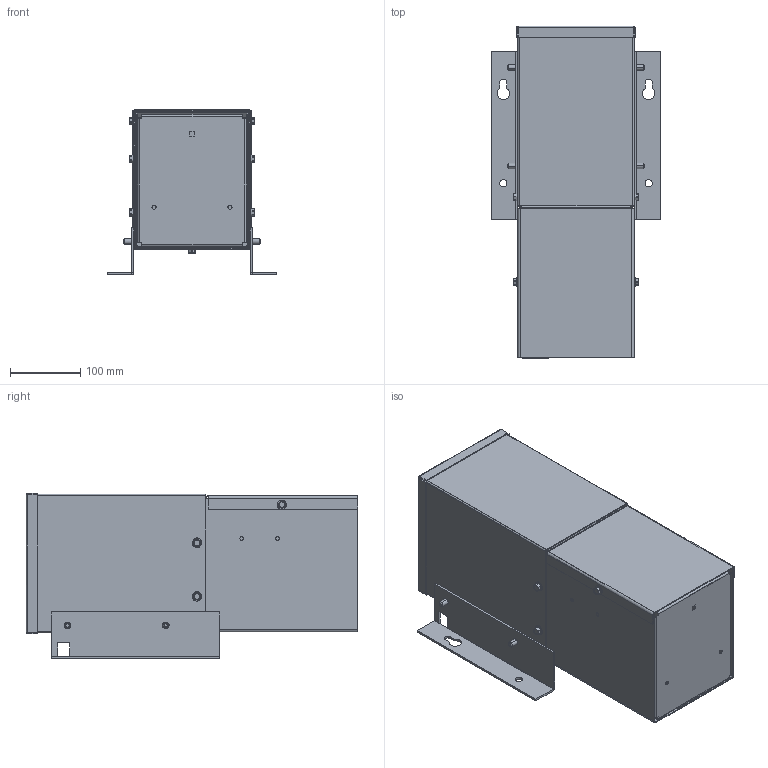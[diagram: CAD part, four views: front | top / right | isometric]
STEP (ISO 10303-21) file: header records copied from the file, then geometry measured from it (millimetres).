
FILE_DESCRIPTION (( 'STEP AP214' ), '1' );
FILE_NAME ('T169434.STEP', '2017-02-23T17:45:09', ( '' ), ( '' ), 'SwSTEP 2.0', 'SolidWorks 2012', '' );
FILE_SCHEMA (( 'AUTOMOTIVE_DESIGN' ));
Length unit declared in the file: inch
Products named in the file (12): T169434; A  3-700273-; A  1-701738-_A  1-701738-; B  3-700276-; C  3-700270-; B  3-700272-; A  2-1430301; B  3-700277-R; B  3-700277-L; B  3-700275-
Assembly tree (20 placements, depth 3):
  T169434
    A  3-700273-
      A  3-700273-
      B  3-700275-
      B  3-700277-L
      B  3-700277-R
      A  2-1430301  x4
    C  3-700270-
      C  3-700270-
      B  3-700272-
    B  3-700276-
    A  1-701738-_A  1-701738-  x7
Bounding box: 241.3 x 471.42 x 235.32 mm (x, y, z)
Volume: 813631.4 mm3; surface area: 989731.9 mm2
Topology: 18 solids, 18 shells, 862 faces, 2211 edges, 1418 vertices
Faces by surface type: cylinder 373, plane 272, bspline 106, cone 103, torus 8
Entity records: 13711 total; most frequent: CARTESIAN_POINT 3801, DIRECTION 1951, ORIENTED_EDGE 1950, EDGE_CURVE 975, AXIS2_PLACEMENT_3D 691, VERTEX_POINT 608, LINE 569, VECTOR 569
